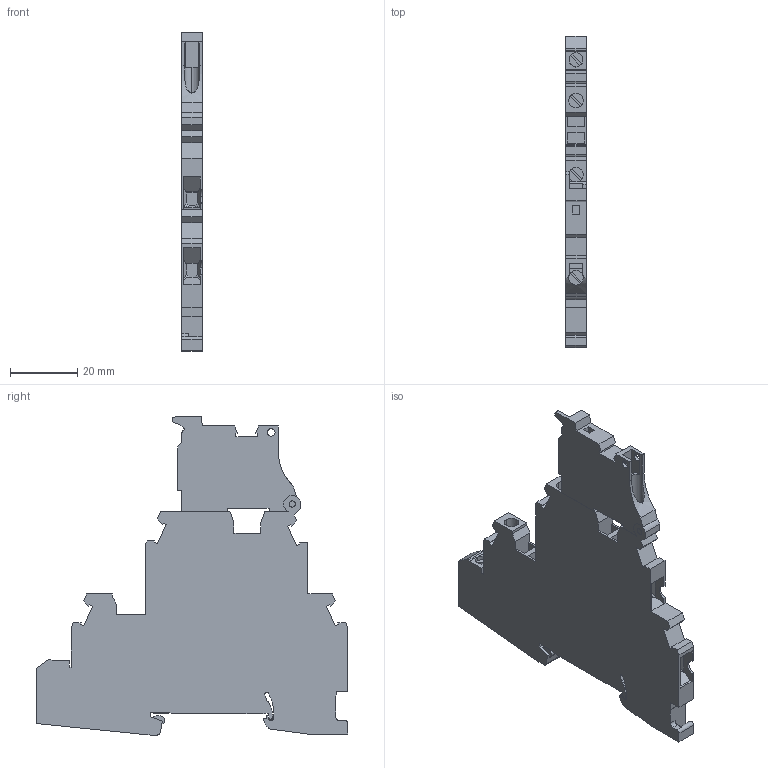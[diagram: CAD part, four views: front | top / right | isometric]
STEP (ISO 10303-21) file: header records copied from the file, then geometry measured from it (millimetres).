
FILE_DESCRIPTION(('Creo Elements/Direct Modeling STEP Export'),'2;1');
FILE_NAME('model.stp','2020-09-03T 0:21:57',(''),(''),'Creo Elements/Direct Modeling STEP processor for AP214 (Solid Model)','Creo Elements/Direct Modeling 20.1A 29-Sep-2018 (C) Parametric Technology GmbH','');
FILE_SCHEMA(('AUTOMOTIVE_DESIGN { 1 0 10303 214 1 1 1 1 }'));
Length unit declared in the file: millimetre
Products named in the file (2): UT_4_PE_L_HESI_LED_24_5X20-select
Assembly tree (1 placements, depth 2):
  UT_4_PE_L_HESI_LED_24_5X20-select
    UT_4_PE_L_HESI_LED_24_5X20-select
Bounding box: 6.15 x 92.69 x 94.53 mm (x, y, z)
Volume: 27975.9 mm3; surface area: 15729.8 mm2
Topology: 1 solids, 1 shells, 352 faces, 1018 edges, 673 vertices
Faces by surface type: plane 301, cylinder 50, extrusion 1
Entity records: 14454 total; most frequent: CARTESIAN_POINT 2382, ORIENTED_EDGE 2036, DIRECTION 1765, EDGE_CURVE 1018, VECTOR 871, LINE 870, VERTEX_POINT 673, AXIS2_PLACEMENT_3D 447
